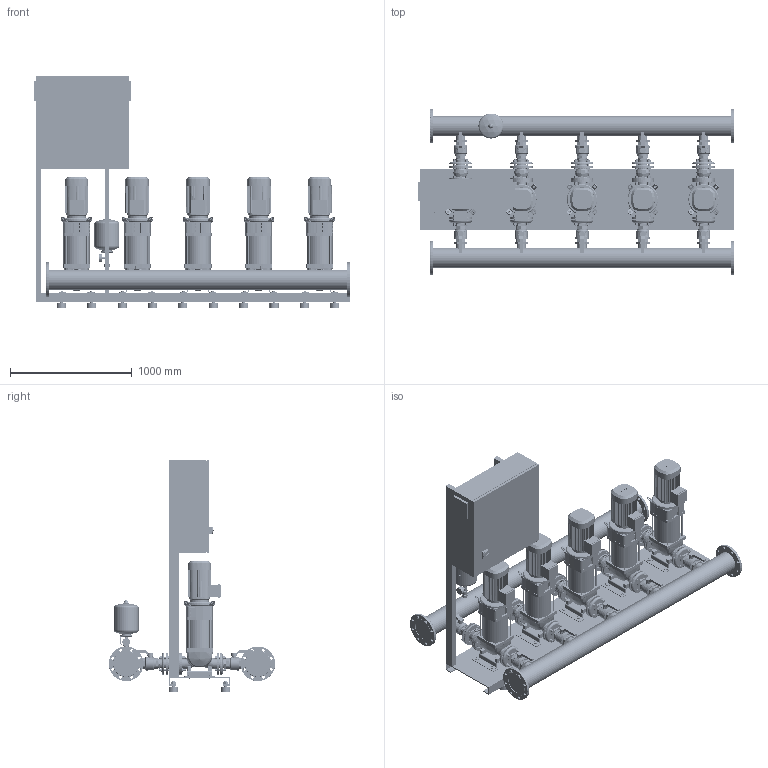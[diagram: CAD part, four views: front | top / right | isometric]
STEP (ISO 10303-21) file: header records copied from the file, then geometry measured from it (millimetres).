
FILE_DESCRIPTION((''),'2;1');
FILE_NAME('3d_COR-5HELIXV3602_2_K_CC-01-2530647.stp','2016-01-22T13:07:10',(''),(''),'Mechanical Desktop 2009','Mechanical Desktop 2009',', , ');
FILE_SCHEMA(('CONFIG_CONTROL_DESIGN'));
Length unit declared in the file: millimetre
Products named in the file (1): Product
Bounding box: 2600 x 1369 x 1905 mm (x, y, z)
Volume: 496749915.4 mm3; surface area: 24385169.2 mm2
Topology: 295 solids, 295 shells, 9083 faces, 23150 edges, 15013 vertices
Faces by surface type: bspline 3387, plane 3249, cylinder 1835, cone 336, torus 274, sphere 2
Entity records: 318744 total; most frequent: CARTESIAN_POINT 103486, ORIENTED_EDGE 46200, DIRECTION 41583, EDGE_CURVE 23100, VERTEX_POINT 14997, AXIS2_PLACEMENT_3D 13909, VECTOR 13765, LINE 13765
